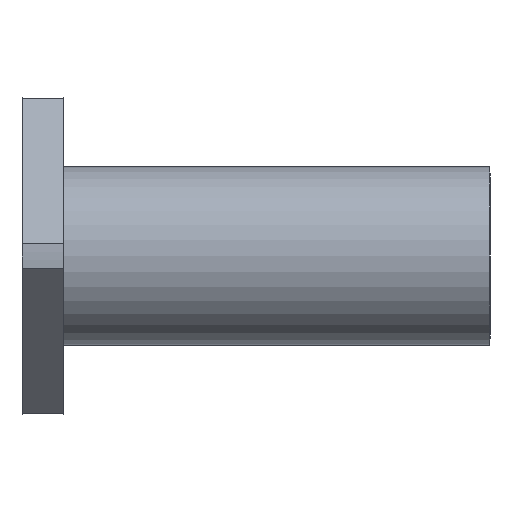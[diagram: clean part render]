
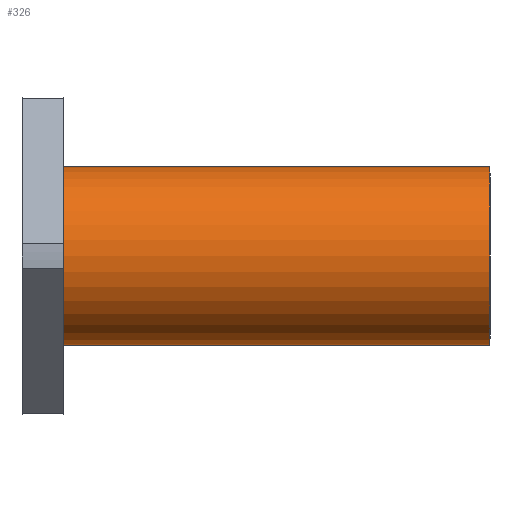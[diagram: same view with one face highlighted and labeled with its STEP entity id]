
A CAD part, front view. The second image highlights one B-rep face of the part: STEP entity #326.
In plain terms, the highlighted cylindrical face has radius 13 mm (diameter 26 mm), a full revolution.
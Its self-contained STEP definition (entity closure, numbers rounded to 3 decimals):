
#142 = DIRECTION ( 'NONE',  ( 0., 0., 1. ) ) ;
#150 = CARTESIAN_POINT ( 'NONE',  ( 0., 0., 0. ) ) ;
#151 = DIRECTION ( 'NONE',  ( -1., 0., 0. ) ) ;
#228 = CARTESIAN_POINT ( 'NONE',  ( 6., 0., 0. ) ) ;
#230 = DIRECTION ( 'NONE',  ( -1., 0., 0. ) ) ;
#231 = DIRECTION ( 'NONE',  ( 0., 0., 1. ) ) ;
#326 = ADVANCED_FACE ( 'NONE', ( #891, #889 ), #895, .T. ) ;
#364 = CIRCLE ( 'NONE', #640, 13. ) ;
#396 = DIRECTION ( 'NONE',  ( -1., 0., 0. ) ) ;
#397 = DIRECTION ( 'NONE',  ( 0., 0., 1. ) ) ;
#430 = VERTEX_POINT ( 'NONE', #431 ) ;
#431 = CARTESIAN_POINT ( 'NONE',  ( 6., 0., 13. ) ) ;
#460 = VERTEX_POINT ( 'NONE', #461 ) ;
#461 = CARTESIAN_POINT ( 'NONE',  ( 68., 0., 13. ) ) ;
#514 = EDGE_CURVE ( 'NONE', #430, #430, #860, .T. ) ;
#548 = EDGE_CURVE ( 'NONE', #460, #460, #364, .T. ) ;
#581 = AXIS2_PLACEMENT_3D ( 'NONE', #228, #230, #231 ) ;
#597 = AXIS2_PLACEMENT_3D ( 'NONE', #150, #151, #142 ) ;
#640 = AXIS2_PLACEMENT_3D ( 'NONE', #975, #396, #397 ) ;
#780 = ORIENTED_EDGE ( 'NONE', *, *, #548, .T. ) ;
#785 = ORIENTED_EDGE ( 'NONE', *, *, #514, .F. ) ;
#860 = CIRCLE ( 'NONE', #581, 13. ) ;
#889 = FACE_OUTER_BOUND ( 'NONE', #939, .T. ) ;
#891 = FACE_OUTER_BOUND ( 'NONE', #945, .T. ) ;
#895 = CYLINDRICAL_SURFACE ( 'NONE', #597, 13. ) ;
#939 = EDGE_LOOP ( 'NONE', ( #780 ) ) ;
#945 = EDGE_LOOP ( 'NONE', ( #785 ) ) ;
#975 = CARTESIAN_POINT ( 'NONE',  ( 68., 0., 0. ) ) ;
